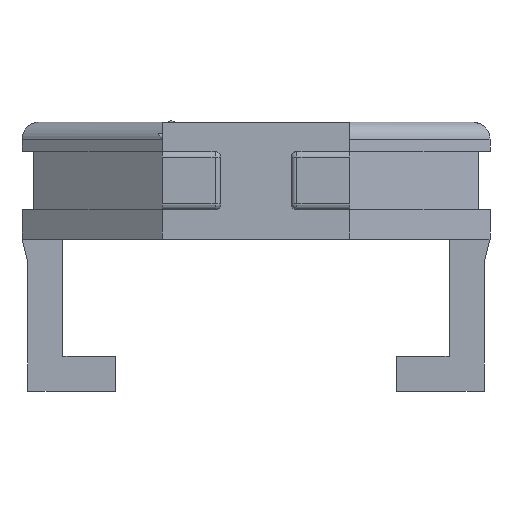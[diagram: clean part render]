
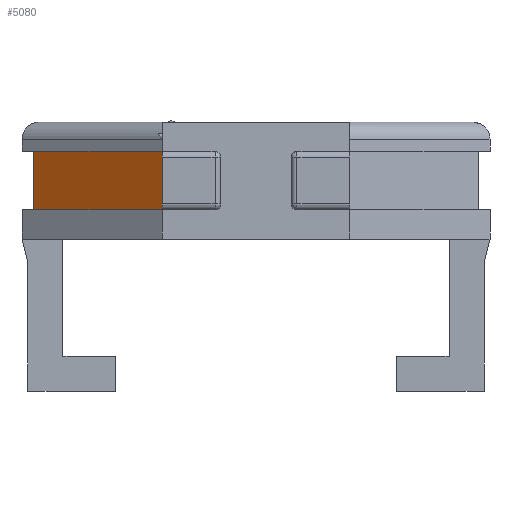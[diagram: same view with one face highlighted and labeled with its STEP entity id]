
A CAD part, front view. The second image highlights one B-rep face of the part: STEP entity #5080.
In plain terms, the highlighted planar face has unit normal (-0.6, -0.8, 0).
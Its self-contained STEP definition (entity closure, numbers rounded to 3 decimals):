
#841 = PLANE('',#842);
#842 = AXIS2_PLACEMENT_3D('',#843,#844,#845);
#843 = CARTESIAN_POINT('',(0.,0.,2.5));
#844 = DIRECTION('',(-1.,0.,0.));
#845 = DIRECTION('',(0.,1.,0.));
#2781 = PLANE('',#2782);
#2782 = AXIS2_PLACEMENT_3D('',#2783,#2784,#2785);
#2783 = CARTESIAN_POINT('',(0.,0.,7.5));
#2784 = DIRECTION('',(0.,0.,-1.));
#2785 = DIRECTION('',(-1.,0.,0.));
#2875 = VERTEX_POINT('',#2876);
#2876 = CARTESIAN_POINT('',(0.,0.75,7.5));
#2897 = EDGE_CURVE('',#2898,#2875,#2900,.T.);
#2898 = VERTEX_POINT('',#2899);
#2899 = CARTESIAN_POINT('',(0.,0.75,2.5));
#2900 = SURFACE_CURVE('',#2901,(#2905,#2912),.PCURVE_S1.);
#2901 = LINE('',#2902,#2903);
#2902 = CARTESIAN_POINT('',(0.,0.75,2.5));
#2903 = VECTOR('',#2904,1.);
#2904 = DIRECTION('',(0.,0.,1.));
#2905 = PCURVE('',#841,#2906);
#2906 = DEFINITIONAL_REPRESENTATION('',(#2907),#2911);
#2907 = LINE('',#2908,#2909);
#2908 = CARTESIAN_POINT('',(0.75,0.));
#2909 = VECTOR('',#2910,1.);
#2910 = DIRECTION('',(0.,-1.));
#2911 = ( GEOMETRIC_REPRESENTATION_CONTEXT(2) 
PARAMETRIC_REPRESENTATION_CONTEXT() REPRESENTATION_CONTEXT('2D SPACE',''
  ) );
#2912 = PCURVE('',#2913,#2918);
#2913 = PLANE('',#2914);
#2914 = AXIS2_PLACEMENT_3D('',#2915,#2916,#2917);
#2915 = CARTESIAN_POINT('',(0.,0.75,2.5));
#2916 = DIRECTION('',(-0.6,-0.8,0.));
#2917 = DIRECTION('',(-0.8,0.6,0.));
#2918 = DEFINITIONAL_REPRESENTATION('',(#2919),#2923);
#2919 = LINE('',#2920,#2921);
#2920 = CARTESIAN_POINT('',(0.,0.));
#2921 = VECTOR('',#2922,1.);
#2922 = DIRECTION('',(0.,-1.));
#2923 = ( GEOMETRIC_REPRESENTATION_CONTEXT(2) 
PARAMETRIC_REPRESENTATION_CONTEXT() REPRESENTATION_CONTEXT('2D SPACE',''
  ) );
#2939 = PLANE('',#2940);
#2940 = AXIS2_PLACEMENT_3D('',#2941,#2942,#2943);
#2941 = CARTESIAN_POINT('',(0.,0.,2.5));
#2942 = DIRECTION('',(0.,0.,-1.));
#2943 = DIRECTION('',(-1.,0.,0.));
#4863 = VERTEX_POINT('',#4864);
#4864 = CARTESIAN_POINT('',(-11.,9.,7.5));
#4885 = EDGE_CURVE('',#2875,#4863,#4886,.T.);
#4886 = SURFACE_CURVE('',#4887,(#4891,#4898),.PCURVE_S1.);
#4887 = LINE('',#4888,#4889);
#4888 = CARTESIAN_POINT('',(0.,0.75,7.5));
#4889 = VECTOR('',#4890,1.);
#4890 = DIRECTION('',(-0.8,0.6,0.));
#4891 = PCURVE('',#2781,#4892);
#4892 = DEFINITIONAL_REPRESENTATION('',(#4893),#4897);
#4893 = LINE('',#4894,#4895);
#4894 = CARTESIAN_POINT('',(0.,0.75));
#4895 = VECTOR('',#4896,1.);
#4896 = DIRECTION('',(0.8,0.6));
#4897 = ( GEOMETRIC_REPRESENTATION_CONTEXT(2) 
PARAMETRIC_REPRESENTATION_CONTEXT() REPRESENTATION_CONTEXT('2D SPACE',''
  ) );
#4898 = PCURVE('',#2913,#4899);
#4899 = DEFINITIONAL_REPRESENTATION('',(#4900),#4904);
#4900 = LINE('',#4901,#4902);
#4901 = CARTESIAN_POINT('',(0.,-5.));
#4902 = VECTOR('',#4903,1.);
#4903 = DIRECTION('',(1.,0.));
#4904 = ( GEOMETRIC_REPRESENTATION_CONTEXT(2) 
PARAMETRIC_REPRESENTATION_CONTEXT() REPRESENTATION_CONTEXT('2D SPACE',''
  ) );
#5038 = VERTEX_POINT('',#5039);
#5039 = CARTESIAN_POINT('',(-11.,9.,2.5));
#5060 = EDGE_CURVE('',#2898,#5038,#5061,.T.);
#5061 = SURFACE_CURVE('',#5062,(#5066,#5073),.PCURVE_S1.);
#5062 = LINE('',#5063,#5064);
#5063 = CARTESIAN_POINT('',(0.,0.75,2.5));
#5064 = VECTOR('',#5065,1.);
#5065 = DIRECTION('',(-0.8,0.6,0.));
#5066 = PCURVE('',#2939,#5067);
#5067 = DEFINITIONAL_REPRESENTATION('',(#5068),#5072);
#5068 = LINE('',#5069,#5070);
#5069 = CARTESIAN_POINT('',(0.,0.75));
#5070 = VECTOR('',#5071,1.);
#5071 = DIRECTION('',(0.8,0.6));
#5072 = ( GEOMETRIC_REPRESENTATION_CONTEXT(2) 
PARAMETRIC_REPRESENTATION_CONTEXT() REPRESENTATION_CONTEXT('2D SPACE',''
  ) );
#5073 = PCURVE('',#2913,#5074);
#5074 = DEFINITIONAL_REPRESENTATION('',(#5075),#5079);
#5075 = LINE('',#5076,#5077);
#5076 = CARTESIAN_POINT('',(0.,0.));
#5077 = VECTOR('',#5078,1.);
#5078 = DIRECTION('',(1.,0.));
#5079 = ( GEOMETRIC_REPRESENTATION_CONTEXT(2) 
PARAMETRIC_REPRESENTATION_CONTEXT() REPRESENTATION_CONTEXT('2D SPACE',''
  ) );
#5080 = ADVANCED_FACE('',(#5081),#2913,.T.);
#5081 = FACE_BOUND('',#5082,.T.);
#5082 = EDGE_LOOP('',(#5083,#5084,#5085,#5086));
#5083 = ORIENTED_EDGE('',*,*,#5060,.F.);
#5084 = ORIENTED_EDGE('',*,*,#2897,.T.);
#5085 = ORIENTED_EDGE('',*,*,#4885,.T.);
#5086 = ORIENTED_EDGE('',*,*,#5087,.T.);
#5087 = EDGE_CURVE('',#4863,#5038,#5088,.T.);
#5088 = SURFACE_CURVE('',#5089,(#5093,#5099),.PCURVE_S1.);
#5089 = LINE('',#5090,#5091);
#5090 = CARTESIAN_POINT('',(-11.,9.,5.));
#5091 = VECTOR('',#5092,1.);
#5092 = DIRECTION('',(0.,0.,-1.));
#5093 = PCURVE('',#2913,#5094);
#5094 = DEFINITIONAL_REPRESENTATION('',(#5095),#5098);
#5095 = B_SPLINE_CURVE_WITH_KNOTS('',1,(#5096,#5097),.UNSPECIFIED.,.F.,
  .F.,(2,2),(-3.,3.),.PIECEWISE_BEZIER_KNOTS.);
#5096 = CARTESIAN_POINT('',(13.75,-5.5));
#5097 = CARTESIAN_POINT('',(13.75,0.5));
#5098 = ( GEOMETRIC_REPRESENTATION_CONTEXT(2) 
PARAMETRIC_REPRESENTATION_CONTEXT() REPRESENTATION_CONTEXT('2D SPACE',''
  ) );
#5099 = PCURVE('',#5100,#5105);
#5100 = PLANE('',#5101);
#5101 = AXIS2_PLACEMENT_3D('',#5102,#5103,#5104);
#5102 = CARTESIAN_POINT('',(-11.,51.,7.5));
#5103 = DIRECTION('',(1.,0.,0.));
#5104 = DIRECTION('',(0.,0.,-1.));
#5105 = DEFINITIONAL_REPRESENTATION('',(#5106),#5109);
#5106 = B_SPLINE_CURVE_WITH_KNOTS('',1,(#5107,#5108),.UNSPECIFIED.,.F.,
  .F.,(2,2),(-3.,3.),.PIECEWISE_BEZIER_KNOTS.);
#5107 = CARTESIAN_POINT('',(-0.5,-42.));
#5108 = CARTESIAN_POINT('',(5.5,-42.));
#5109 = ( GEOMETRIC_REPRESENTATION_CONTEXT(2) 
PARAMETRIC_REPRESENTATION_CONTEXT() REPRESENTATION_CONTEXT('2D SPACE',''
  ) );
